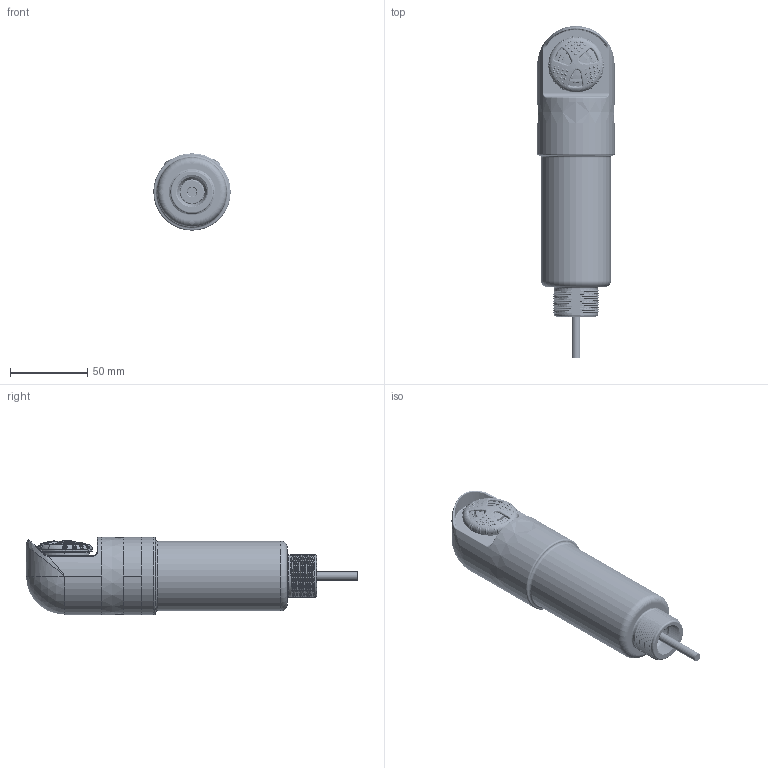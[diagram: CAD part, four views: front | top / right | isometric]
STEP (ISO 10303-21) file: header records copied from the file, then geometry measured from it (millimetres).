
FILE_DESCRIPTION((''),'2;1');
FILE_NAME('168276_ASM','2014-06-26T',('pdmadmin'),(''),'PRO/ENGINEER BY PARAMETRIC TECHNOLOGY CORPORATION, 2013230','PRO/ENGINEER BY PARAMETRIC TECHNOLOGY CORPORATION, 2013230','');
FILE_SCHEMA(('CONFIG_CONTROL_DESIGN'));
Products named in the file (15): 163979; 158231_WEB; 158948; 153229; 62676; 62677; CABLE_215; 153843_MAIN_BODY; 153843_M100PIEZO; 153843_WIRES; 153843_GASKET; 153843_NUT; 153843_VOLUME_ADJUST; 153843_ASM; 168276_ASM
Assembly tree (15 placements, depth 3):
  168276_ASM
    163979
    158231_WEB
    158948
    153229
    62676
    62677
    CABLE_215
    153843_ASM
      153843_MAIN_BODY
      153843_M100PIEZO
      153843_WIRES
      153843_GASKET
      153843_NUT
      153843_VOLUME_ADJUST
    153843_VOLUME_ADJUST
Bounding box: 50 x 214.6 x 50 mm (x, y, z)
Volume: 107981.6 mm3; surface area: 99682.5 mm2
Topology: 13 solids, 95 shells, 3299 faces, 8981 edges, 5728 vertices
Faces by surface type: bspline 965, cylinder 783, plane 754, torus 374, cone 252, sphere 120, extrusion 45, revolution 6
Entity records: 248054 total; most frequent: CARTESIAN_POINT 186515, ORIENTED_EDGE 13912, DIRECTION 10923, EDGE_CURVE 7197, VERTEX_POINT 4584, AXIS2_PLACEMENT_3D 4256, EDGE_LOOP 2807, FACE_OUTER_BOUND 2681
